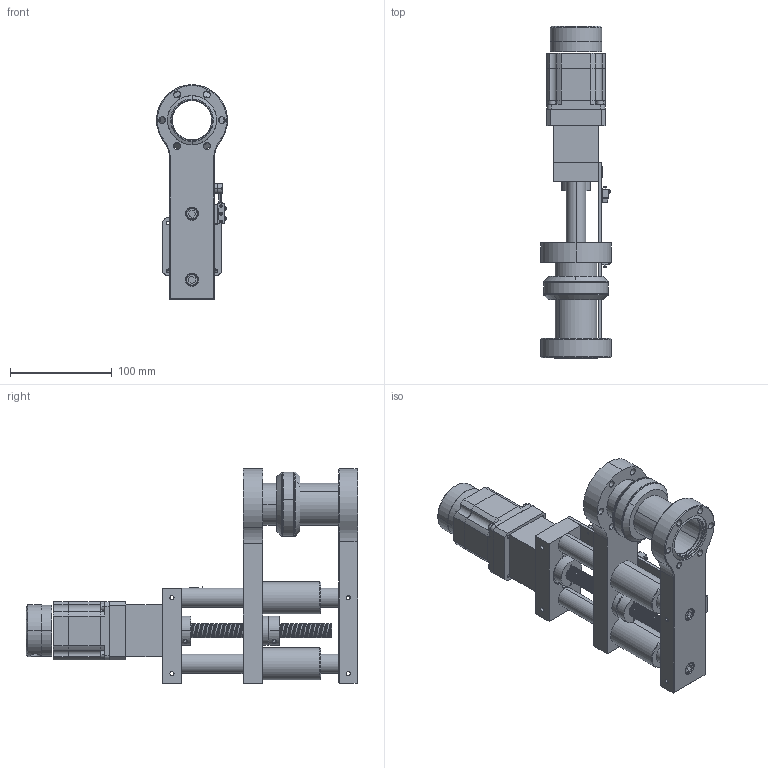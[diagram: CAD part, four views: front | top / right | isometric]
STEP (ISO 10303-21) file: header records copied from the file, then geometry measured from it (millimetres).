
FILE_DESCRIPTION (( 'STEP AP214' ), '1' );
FILE_NAME ('A80340NW-01, Z-B275C-T275T-1.53-2_MS-LS.STEP', '2017-03-20T16:13:23', ( 'My Thermionics' ), ( '' ), 'SwSTEP 2.0', 'SolidWorks 2010', '' );
FILE_SCHEMA (( 'AUTOMOTIVE_DESIGN' ));
Length unit declared in the file: inch
Products named in the file (1): A80340NW-01, Z-B275C-T275T-1.53-2_MS-LS
Bounding box: 69.85 x 326.72 x 211.2 mm (x, y, z)
Surface area: 212554.3 mm2 (no closed solid volume)
Topology: 0 solids, 64 shells, 723 faces, 2223 edges, 1564 vertices
Faces by surface type: cylinder 410, plane 230, cone 57, torus 14, sphere 8, bspline 4
Entity records: 48702 total; most frequent: CARTESIAN_POINT 19747, DIRECTION 4173, ORIENTED_EDGE 3707, EDGE_CURVE 2217, VERTEX_POINT 1564, AXIS2_PLACEMENT_3D 1554, VECTOR 1065, LINE 1065
